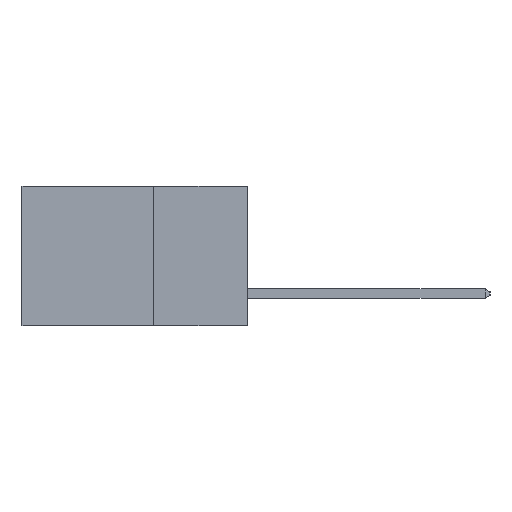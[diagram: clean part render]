
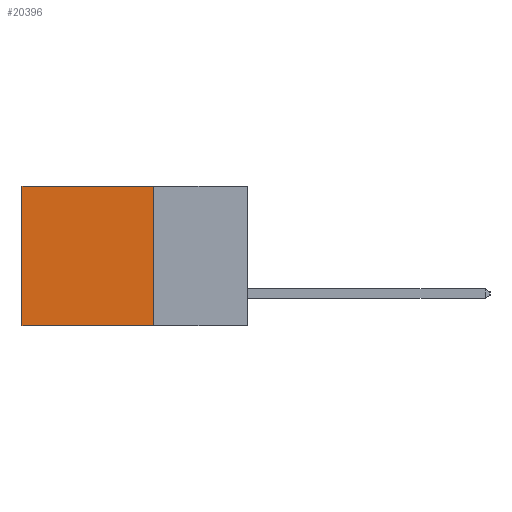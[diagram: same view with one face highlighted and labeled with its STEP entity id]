
A CAD part, left-side view. The second image highlights one B-rep face of the part: STEP entity #20396.
In plain terms, the highlighted planar face has unit normal (-1, 0, 0).
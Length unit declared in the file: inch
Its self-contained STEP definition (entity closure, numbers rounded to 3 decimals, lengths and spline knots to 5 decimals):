
#341 = CARTESIAN_POINT ( 'NONE',  ( 0.2615, 0.25, 0. ) ) ;
#648 = CARTESIAN_POINT ( 'NONE',  ( 0.2615, 0.6, -0.37 ) ) ;
#1394 = FACE_OUTER_BOUND ( 'NONE', #17124, .T. ) ;
#1910 = DIRECTION ( 'NONE',  ( 0., 0., -1. ) ) ;
#2343 = CARTESIAN_POINT ( 'NONE',  ( 0.2615, 0.6, -0.37 ) ) ;
#3446 = ORIENTED_EDGE ( 'NONE', *, *, #11832, .T. ) ;
#3479 = LINE ( 'NONE', #341, #8925 ) ;
#4531 = EDGE_CURVE ( 'NONE', #7135, #10258, #15940, .T. ) ;
#4801 = LINE ( 'NONE', #2343, #9054 ) ;
#4850 = VECTOR ( 'NONE', #6174, 39.37008 ) ;
#4944 = ORIENTED_EDGE ( 'NONE', *, *, #10976, .F. ) ;
#6174 = DIRECTION ( 'NONE',  ( 0., 0., -1. ) ) ;
#6632 = CARTESIAN_POINT ( 'NONE',  ( 0.2615, 0.25, -0.37 ) ) ;
#7135 = VERTEX_POINT ( 'NONE', #7342 ) ;
#7342 = CARTESIAN_POINT ( 'NONE',  ( 0.2615, 0.25, -0.37 ) ) ;
#7360 = CARTESIAN_POINT ( 'NONE',  ( 0.2615, 0.25, 0. ) ) ;
#7463 = CARTESIAN_POINT ( 'NONE',  ( 0.2615, 0.6, 0. ) ) ;
#8912 = ORIENTED_EDGE ( 'NONE', *, *, #14535, .T. ) ;
#8925 = VECTOR ( 'NONE', #14995, 39.37008 ) ;
#9054 = VECTOR ( 'NONE', #1910, 39.37008 ) ;
#9123 = DIRECTION ( 'NONE',  ( 0., 1., 0. ) ) ;
#9655 = LINE ( 'NONE', #6632, #4850 ) ;
#9893 = CARTESIAN_POINT ( 'NONE',  ( 0.2615, 0.25, -0.37 ) ) ;
#10013 = CARTESIAN_POINT ( 'NONE',  ( 0.2615, 0.25, -0.37 ) ) ;
#10258 = VERTEX_POINT ( 'NONE', #648 ) ;
#10976 = EDGE_CURVE ( 'NONE', #14289, #7135, #9655, .T. ) ;
#11424 = VECTOR ( 'NONE', #9123, 39.37008 ) ;
#11638 = DIRECTION ( 'NONE',  ( 0., 0., -1. ) ) ;
#11832 = EDGE_CURVE ( 'NONE', #14289, #18967, #3479, .T. ) ;
#14289 = VERTEX_POINT ( 'NONE', #7360 ) ;
#14535 = EDGE_CURVE ( 'NONE', #18967, #10258, #4801, .T. ) ;
#14995 = DIRECTION ( 'NONE',  ( 0., 1., 0. ) ) ;
#15940 = LINE ( 'NONE', #10013, #11424 ) ;
#17124 = EDGE_LOOP ( 'NONE', ( #8912, #21806, #4944, #3446 ) ) ;
#17816 = AXIS2_PLACEMENT_3D ( 'NONE', #9893, #21719, #11638 ) ;
#18381 = PLANE ( 'NONE',  #17816 ) ;
#18967 = VERTEX_POINT ( 'NONE', #7463 ) ;
#20396 = ADVANCED_FACE ( 'NONE', ( #1394 ), #18381, .F. ) ;
#21719 = DIRECTION ( 'NONE',  ( 1., 0., 0. ) ) ;
#21806 = ORIENTED_EDGE ( 'NONE', *, *, #4531, .F. ) ;
